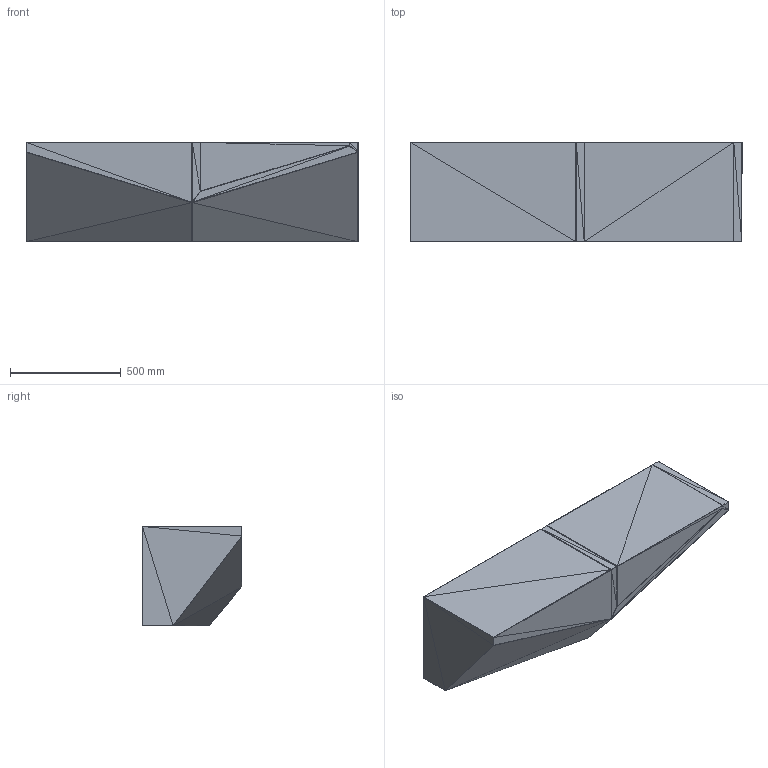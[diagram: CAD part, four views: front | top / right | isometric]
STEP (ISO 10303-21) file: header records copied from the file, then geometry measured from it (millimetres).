
FILE_DESCRIPTION(/* description */ (''),/* implementation_level */ '2;1');
FILE_NAME(/* name */ 'CLV03-A_UAP_CLEAVE_StoneC_3D',/* time_stamp */ '2018-01-23T14:03:05-05:00',/* author */ (''),/* organization */ (''),/* preprocessor_version */ 'ST-DEVELOPER v15',/* originating_system */ '',/* authorisation */ '');
FILE_SCHEMA (('AUTOMOTIVE_DESIGN'));
Length unit declared in the file: millimetre
Products named in the file (1): Document
Bounding box: 1500.3 x 450 x 450 mm (x, y, z)
Volume: 252183924 mm3; surface area: 2761869.3 mm2
Topology: 1 solids, 1 shells, 584 faces, 876 edges, 294 vertices
Faces by surface type: bspline 502, plane 82
Entity records: 10470 total; most frequent: CARTESIAN_POINT 4138, ORIENTED_EDGE 1752, EDGE_CURVE 876, B_SPLINE_CURVE_WITH_KNOTS 876, ADVANCED_FACE 584, FACE_OUTER_BOUND 584, EDGE_LOOP 584, B_SPLINE_SURFACE_WITH_KNOTS 502
